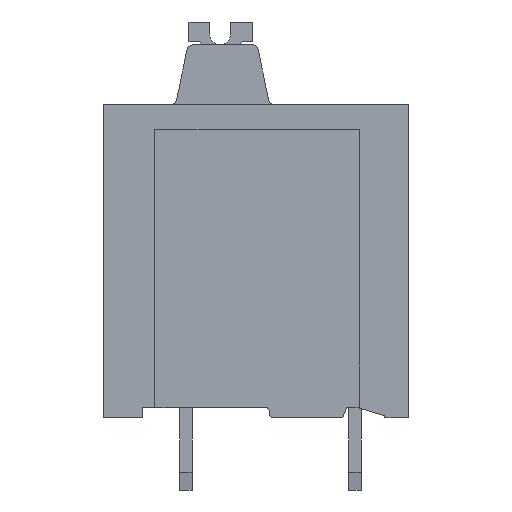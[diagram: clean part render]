
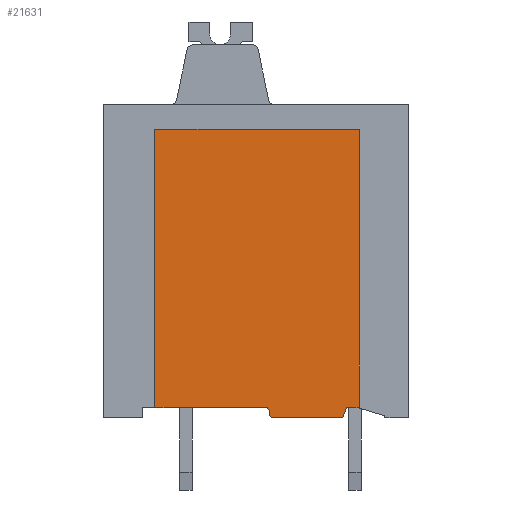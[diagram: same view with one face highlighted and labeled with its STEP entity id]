
A CAD part, left-side view. The second image highlights one B-rep face of the part: STEP entity #21631.
In plain terms, the highlighted planar face has unit normal (-1, 0, 0).
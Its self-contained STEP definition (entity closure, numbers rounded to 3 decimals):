
#9152=AXIS2_PLACEMENT_3D('Plane Axis2P3D',#9149,#9150,#9151) ;
#17448=AXIS2_PLACEMENT_3D('Circle Axis2P3D',#17446,#17447,$) ;
#17503=AXIS2_PLACEMENT_3D('Circle Axis2P3D',#17501,#17502,$) ;
#9149=CARTESIAN_POINT('Axis2P3D Location',(1.1,2.4,0.)) ;
#17321=CARTESIAN_POINT('Vertex',(1.1,2.5,4.)) ;
#17333=CARTESIAN_POINT('Vertex',(1.1,2.4,3.97)) ;
#17336=CARTESIAN_POINT('Line Origine',(1.1,2.45,3.985)) ;
#17417=CARTESIAN_POINT('Vertex',(1.1,6.95,4.)) ;
#17420=CARTESIAN_POINT('Line Origine',(1.1,9.625,4.)) ;
#17424=CARTESIAN_POINT('Vertex',(1.1,12.3,4.)) ;
#17446=CARTESIAN_POINT('Axis2P3D Location',(1.1,6.95,3.8)) ;
#17450=CARTESIAN_POINT('Vertex',(1.1,6.75,3.8)) ;
#17474=CARTESIAN_POINT('Vertex',(1.1,6.75,3.7)) ;
#17477=CARTESIAN_POINT('Line Origine',(1.1,6.75,3.75)) ;
#17498=CARTESIAN_POINT('Vertex',(1.1,6.55,3.5)) ;
#17501=CARTESIAN_POINT('Axis2P3D Location',(1.1,6.55,3.7)) ;
#17517=CARTESIAN_POINT('Vertex',(1.1,3.2,3.5)) ;
#17520=CARTESIAN_POINT('Line Origine',(1.1,4.875,3.5)) ;
#17541=CARTESIAN_POINT('Vertex',(1.1,3.,4.)) ;
#17544=CARTESIAN_POINT('Line Origine',(1.1,3.1,3.75)) ;
#17556=CARTESIAN_POINT('Line Origine',(1.1,2.75,4.)) ;
#17573=CARTESIAN_POINT('Line Origine',(1.1,12.3,10.75)) ;
#17577=CARTESIAN_POINT('Vertex',(1.1,12.3,17.5)) ;
#17597=CARTESIAN_POINT('Line Origine',(1.1,7.35,17.5)) ;
#17601=CARTESIAN_POINT('Vertex',(1.1,2.4,17.5)) ;
#17621=CARTESIAN_POINT('Line Origine',(1.1,2.4,10.735)) ;
#9150=DIRECTION('Axis2P3D Direction',(1.,0.,0.)) ;
#9151=DIRECTION('Axis2P3D XDirection',(0.,1.,0.)) ;
#17337=DIRECTION('Vector Direction',(0.,-0.959,-0.284)) ;
#17421=DIRECTION('Vector Direction',(0.,1.,0.)) ;
#17447=DIRECTION('Axis2P3D Direction',(-1.,0.,0.)) ;
#17478=DIRECTION('Vector Direction',(0.,0.,1.)) ;
#17502=DIRECTION('Axis2P3D Direction',(-1.,0.,0.)) ;
#17521=DIRECTION('Vector Direction',(0.,1.,0.)) ;
#17545=DIRECTION('Vector Direction',(0.,0.371,-0.928)) ;
#17557=DIRECTION('Vector Direction',(0.,1.,0.)) ;
#17574=DIRECTION('Vector Direction',(0.,0.,1.)) ;
#17598=DIRECTION('Vector Direction',(0.,1.,0.)) ;
#17622=DIRECTION('Vector Direction',(0.,0.,1.)) ;
#17338=VECTOR('Line Direction',#17337,1.) ;
#17422=VECTOR('Line Direction',#17421,1.) ;
#17479=VECTOR('Line Direction',#17478,1.) ;
#17522=VECTOR('Line Direction',#17521,1.) ;
#17546=VECTOR('Line Direction',#17545,1.) ;
#17558=VECTOR('Line Direction',#17557,1.) ;
#17575=VECTOR('Line Direction',#17574,1.) ;
#17599=VECTOR('Line Direction',#17598,1.) ;
#17623=VECTOR('Line Direction',#17622,1.) ;
#21619=ORIENTED_EDGE('',*,*,#17426,.F.) ;
#21620=ORIENTED_EDGE('',*,*,#17452,.T.) ;
#21621=ORIENTED_EDGE('',*,*,#17481,.F.) ;
#21622=ORIENTED_EDGE('',*,*,#17505,.F.) ;
#21623=ORIENTED_EDGE('',*,*,#17524,.F.) ;
#21624=ORIENTED_EDGE('',*,*,#17548,.F.) ;
#21625=ORIENTED_EDGE('',*,*,#17560,.F.) ;
#21626=ORIENTED_EDGE('',*,*,#17340,.T.) ;
#21627=ORIENTED_EDGE('',*,*,#17625,.T.) ;
#21628=ORIENTED_EDGE('',*,*,#17603,.T.) ;
#21629=ORIENTED_EDGE('',*,*,#17579,.F.) ;
#21631=ADVANCED_FACE('_LMF 5.00/24/180  3.5SN OR BX 1330420000',(#21630),#9153,.F.) ;
#17449=CIRCLE('generated circle',#17448,0.2) ;
#17504=CIRCLE('generated circle',#17503,0.2) ;
#17340=EDGE_CURVE('',#17322,#17334,#17339,.T.) ;
#17426=EDGE_CURVE('',#17418,#17425,#17423,.T.) ;
#17452=EDGE_CURVE('',#17418,#17451,#17449,.F.) ;
#17481=EDGE_CURVE('',#17475,#17451,#17480,.T.) ;
#17505=EDGE_CURVE('',#17499,#17475,#17504,.F.) ;
#17524=EDGE_CURVE('',#17518,#17499,#17523,.T.) ;
#17548=EDGE_CURVE('',#17542,#17518,#17547,.T.) ;
#17560=EDGE_CURVE('',#17322,#17542,#17559,.T.) ;
#17579=EDGE_CURVE('',#17425,#17578,#17576,.T.) ;
#17603=EDGE_CURVE('',#17602,#17578,#17600,.T.) ;
#17625=EDGE_CURVE('',#17334,#17602,#17624,.T.) ;
#21618=EDGE_LOOP('',(#21619,#21620,#21621,#21622,#21623,#21624,#21625,#21626,#21627,#21628,#21629)) ;
#21630=FACE_OUTER_BOUND('',#21618,.T.) ;
#17339=LINE('Line',#17336,#17338) ;
#17423=LINE('Line',#17420,#17422) ;
#17480=LINE('Line',#17477,#17479) ;
#17523=LINE('Line',#17520,#17522) ;
#17547=LINE('Line',#17544,#17546) ;
#17559=LINE('Line',#17556,#17558) ;
#17576=LINE('Line',#17573,#17575) ;
#17600=LINE('Line',#17597,#17599) ;
#17624=LINE('Line',#17621,#17623) ;
#9153=PLANE('',#9152) ;
#17322=VERTEX_POINT('',#17321) ;
#17334=VERTEX_POINT('',#17333) ;
#17418=VERTEX_POINT('',#17417) ;
#17425=VERTEX_POINT('',#17424) ;
#17451=VERTEX_POINT('',#17450) ;
#17475=VERTEX_POINT('',#17474) ;
#17499=VERTEX_POINT('',#17498) ;
#17518=VERTEX_POINT('',#17517) ;
#17542=VERTEX_POINT('',#17541) ;
#17578=VERTEX_POINT('',#17577) ;
#17602=VERTEX_POINT('',#17601) ;
